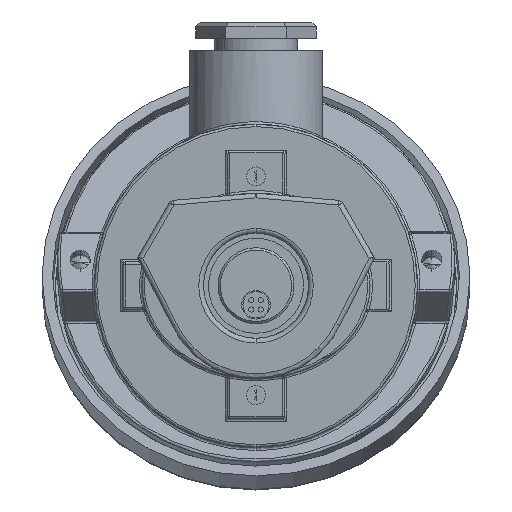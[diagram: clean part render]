
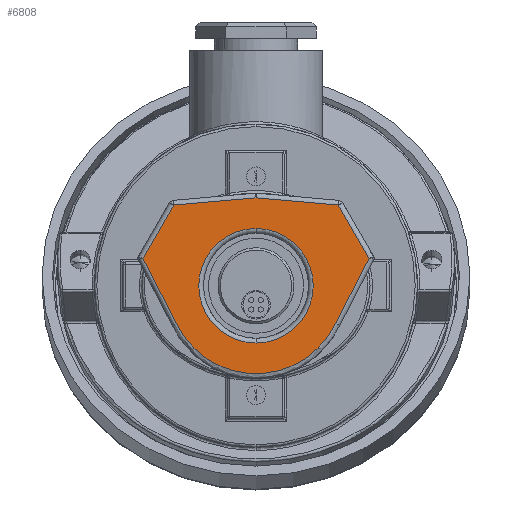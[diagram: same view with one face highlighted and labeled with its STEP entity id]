
A CAD part, front view. The second image highlights one B-rep face of the part: STEP entity #6808.
In plain terms, the highlighted planar face has unit normal (0, -1, 0).
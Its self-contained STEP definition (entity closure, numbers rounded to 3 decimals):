
#132 = DIRECTION ( 'NONE',  ( 0.458, 0., 0.889 ) ) ;
#177 = ORIENTED_EDGE ( 'NONE', *, *, #8813, .T. ) ;
#185 = CARTESIAN_POINT ( 'NONE',  ( 17.326, 0., 16.98 ) ) ;
#296 = EDGE_CURVE ( 'NONE', #4044, #4280, #8737, .T. ) ;
#595 = DIRECTION ( 'NONE',  ( 0., 1., 0. ) ) ;
#1384 = DIRECTION ( 'NONE',  ( 0.458, 0., -0.889 ) ) ;
#1439 = CARTESIAN_POINT ( 'NONE',  ( -17.326, 0., 16.98 ) ) ;
#1448 = EDGE_CURVE ( 'NONE', #4280, #11241, #8414, .T. ) ;
#1848 = VERTEX_POINT ( 'NONE', #185 ) ;
#1919 = DIRECTION ( 'NONE',  ( 0., 1., 0. ) ) ;
#1929 = VERTEX_POINT ( 'NONE', #17366 ) ;
#2298 = FACE_BOUND ( 'NONE', #17334, .T. ) ;
#2495 = CARTESIAN_POINT ( 'NONE',  ( 0., 0., 18.496 ) ) ;
#2857 = VERTEX_POINT ( 'NONE', #8332 ) ;
#2867 = AXIS2_PLACEMENT_3D ( 'NONE', #18692, #5474, #17476 ) ;
#3496 = VERTEX_POINT ( 'NONE', #8287 ) ;
#3884 = ORIENTED_EDGE ( 'NONE', *, *, #15536, .T. ) ;
#4044 = VERTEX_POINT ( 'NONE', #7933 ) ;
#4072 = ORIENTED_EDGE ( 'NONE', *, *, #13613, .T. ) ;
#4280 = VERTEX_POINT ( 'NONE', #18744 ) ;
#4514 = DIRECTION ( 'NONE',  ( -0.5, 0., -0.866 ) ) ;
#4560 = DIRECTION ( 'NONE',  ( -0.996, 0., 0.087 ) ) ;
#5388 = ORIENTED_EDGE ( 'NONE', *, *, #296, .T. ) ;
#5405 = CARTESIAN_POINT ( 'NONE',  ( 16.741, 0., -7.901 ) ) ;
#5474 = DIRECTION ( 'NONE',  ( 0., 1., 0. ) ) ;
#6039 = VECTOR ( 'NONE', #11953, 1000. ) ;
#6591 = VERTEX_POINT ( 'NONE', #1439 ) ;
#6599 = CIRCLE ( 'NONE', #2867, 12.05 ) ;
#6808 = ADVANCED_FACE ( 'NONE', ( #14042, #2298 ), #11068, .F. ) ;
#6835 = DIRECTION ( 'NONE',  ( 0., -1., 0. ) ) ;
#7458 = CARTESIAN_POINT ( 'NONE',  ( -16.444, 0., -8.476 ) ) ;
#7461 = ORIENTED_EDGE ( 'NONE', *, *, #1448, .T. ) ;
#7512 = AXIS2_PLACEMENT_3D ( 'NONE', #9164, #595, #12602 ) ;
#7744 = CARTESIAN_POINT ( 'NONE',  ( -20.347, 0., 11.747 ) ) ;
#7815 = VECTOR ( 'NONE', #17192, 1000. ) ;
#7933 = CARTESIAN_POINT ( 'NONE',  ( -23.792, 0., 5.78 ) ) ;
#8287 = CARTESIAN_POINT ( 'NONE',  ( 0., 0., -12.05 ) ) ;
#8332 = CARTESIAN_POINT ( 'NONE',  ( 0., 0., 12.05 ) ) ;
#8414 = CIRCLE ( 'NONE', #18807, 18.511 ) ;
#8687 = CARTESIAN_POINT ( 'NONE',  ( -1.606, 0., 18.356 ) ) ;
#8689 = VERTEX_POINT ( 'NONE', #2495 ) ;
#8737 = LINE ( 'NONE', #7458, #14452 ) ;
#8813 = EDGE_CURVE ( 'NONE', #8689, #6591, #14928, .T. ) ;
#8903 = EDGE_CURVE ( 'NONE', #1848, #8689, #10466, .T. ) ;
#9164 = CARTESIAN_POINT ( 'NONE',  ( 0., 0., 0. ) ) ;
#9222 = VECTOR ( 'NONE', #4514, 1000. ) ;
#9492 = CARTESIAN_POINT ( 'NONE',  ( 0., 0., 0. ) ) ;
#10466 = LINE ( 'NONE', #19442, #13606 ) ;
#10619 = EDGE_CURVE ( 'NONE', #1929, #1848, #17477, .T. ) ;
#11068 = PLANE ( 'NONE',  #17026 ) ;
#11241 = VERTEX_POINT ( 'NONE', #5405 ) ;
#11953 = DIRECTION ( 'NONE',  ( -0.996, 0., -0.087 ) ) ;
#12035 = CARTESIAN_POINT ( 'NONE',  ( 16.444, 0., -8.476 ) ) ;
#12587 = CARTESIAN_POINT ( 'NONE',  ( 0., 0., 0. ) ) ;
#12602 = DIRECTION ( 'NONE',  ( 0., 0., 1. ) ) ;
#13205 = LINE ( 'NONE', #12035, #19193 ) ;
#13507 = CIRCLE ( 'NONE', #7512, 12.05 ) ;
#13606 = VECTOR ( 'NONE', #4560, 1000. ) ;
#13613 = EDGE_CURVE ( 'NONE', #6591, #4044, #18297, .T. ) ;
#14042 = FACE_OUTER_BOUND ( 'NONE', #18823, .T. ) ;
#14439 = EDGE_CURVE ( 'NONE', #3496, #2857, #13507, .T. ) ;
#14452 = VECTOR ( 'NONE', #1384, 1000. ) ;
#14928 = LINE ( 'NONE', #8687, #6039 ) ;
#15064 = ORIENTED_EDGE ( 'NONE', *, *, #14439, .T. ) ;
#15321 = ORIENTED_EDGE ( 'NONE', *, *, #10619, .T. ) ;
#15536 = EDGE_CURVE ( 'NONE', #11241, #1929, #13205, .T. ) ;
#16205 = ORIENTED_EDGE ( 'NONE', *, *, #8903, .T. ) ;
#16963 = DIRECTION ( 'NONE',  ( 0., 0., 1. ) ) ;
#17026 = AXIS2_PLACEMENT_3D ( 'NONE', #9492, #1919, #16963 ) ;
#17117 = EDGE_CURVE ( 'NONE', #2857, #3496, #6599, .T. ) ;
#17192 = DIRECTION ( 'NONE',  ( -0.5, 0., 0.866 ) ) ;
#17194 = DIRECTION ( 'NONE',  ( 0., 0., 1. ) ) ;
#17334 = EDGE_LOOP ( 'NONE', ( #19366, #15064 ) ) ;
#17366 = CARTESIAN_POINT ( 'NONE',  ( 23.792, 0., 5.78 ) ) ;
#17476 = DIRECTION ( 'NONE',  ( 0., 0., 1. ) ) ;
#17477 = LINE ( 'NONE', #18693, #7815 ) ;
#18297 = LINE ( 'NONE', #7744, #9222 ) ;
#18692 = CARTESIAN_POINT ( 'NONE',  ( 0., 0., 0. ) ) ;
#18693 = CARTESIAN_POINT ( 'NONE',  ( 20.347, 0., 11.747 ) ) ;
#18744 = CARTESIAN_POINT ( 'NONE',  ( -16.741, 0., -7.901 ) ) ;
#18807 = AXIS2_PLACEMENT_3D ( 'NONE', #12587, #6835, #17194 ) ;
#18823 = EDGE_LOOP ( 'NONE', ( #15321, #16205, #177, #4072, #5388, #7461, #3884 ) ) ;
#19193 = VECTOR ( 'NONE', #132, 1000. ) ;
#19366 = ORIENTED_EDGE ( 'NONE', *, *, #17117, .T. ) ;
#19442 = CARTESIAN_POINT ( 'NONE',  ( 1.606, 0., 18.356 ) ) ;
